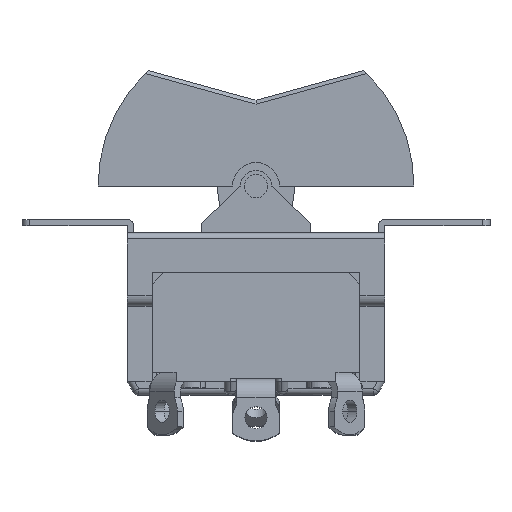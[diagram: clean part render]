
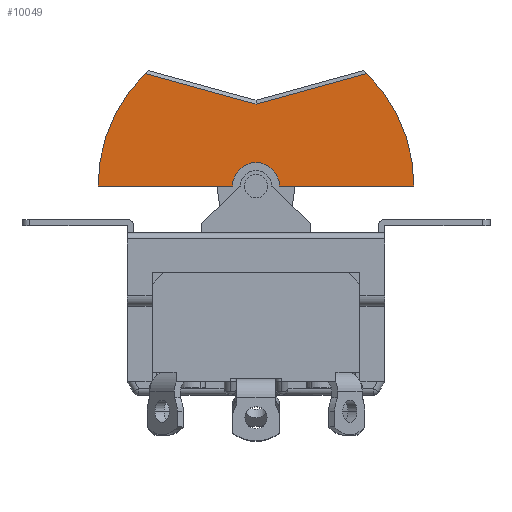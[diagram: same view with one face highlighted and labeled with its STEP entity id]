
A CAD part, top view. The second image highlights one B-rep face of the part: STEP entity #10049.
In plain terms, the highlighted planar face has unit normal (0, 0, 1).
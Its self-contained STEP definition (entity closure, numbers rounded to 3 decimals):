
#138 = EDGE_LOOP ( 'NONE', ( #6854, #3826, #6916, #2870, #7924, #3749, #4258 ) ) ;
#188 = VECTOR ( 'NONE', #8229, 1000. ) ;
#338 = VERTEX_POINT ( 'NONE', #7246 ) ;
#547 = CARTESIAN_POINT ( 'NONE',  ( 1., 10.225, 8.5 ) ) ;
#617 = VECTOR ( 'NONE', #12229, 1000. ) ;
#626 = AXIS2_PLACEMENT_3D ( 'NONE', #8135, #6051, #13761 ) ;
#770 = DIRECTION ( 'NONE',  ( -1., 0., 0. ) ) ;
#2277 = CARTESIAN_POINT ( 'NONE',  ( -3., 0., 8.5 ) ) ;
#2372 = VERTEX_POINT ( 'NONE', #5772 ) ;
#2870 = ORIENTED_EDGE ( 'NONE', *, *, #13992, .F. ) ;
#2921 = CARTESIAN_POINT ( 'NONE',  ( -1., 10.225, 8.5 ) ) ;
#3218 = DIRECTION ( 'NONE',  ( 0., 0., 1. ) ) ;
#3219 = EDGE_CURVE ( 'NONE', #10139, #338, #10944, .T. ) ;
#3486 = CARTESIAN_POINT ( 'NONE',  ( -3., 0., 8.5 ) ) ;
#3749 = ORIENTED_EDGE ( 'NONE', *, *, #11015, .T. ) ;
#3826 = ORIENTED_EDGE ( 'NONE', *, *, #7555, .T. ) ;
#4258 = ORIENTED_EDGE ( 'NONE', *, *, #3219, .T. ) ;
#4545 = CARTESIAN_POINT ( 'NONE',  ( 3., 0., 8.5 ) ) ;
#5228 = AXIS2_PLACEMENT_3D ( 'NONE', #7718, #10980, #6634 ) ;
#5772 = CARTESIAN_POINT ( 'NONE',  ( 0., 10.5, 8.5 ) ) ;
#5791 = CARTESIAN_POINT ( 'NONE',  ( -20.25, 0., 8.5 ) ) ;
#5847 = EDGE_CURVE ( 'NONE', #2372, #338, #7611, .T. ) ;
#5962 = AXIS2_PLACEMENT_3D ( 'NONE', #12933, #13856, #770 ) ;
#6051 = DIRECTION ( 'NONE',  ( 0., 0., 1. ) ) ;
#6203 = VECTOR ( 'NONE', #9804, 1000. ) ;
#6568 = CIRCLE ( 'NONE', #5962, 20.25 ) ;
#6634 = DIRECTION ( 'NONE',  ( 1., 0., 0. ) ) ;
#6647 = VERTEX_POINT ( 'NONE', #14174 ) ;
#6854 = ORIENTED_EDGE ( 'NONE', *, *, #5847, .F. ) ;
#6916 = ORIENTED_EDGE ( 'NONE', *, *, #13146, .F. ) ;
#7246 = CARTESIAN_POINT ( 'NONE',  ( 14.226, 14.411, 8.5 ) ) ;
#7555 = EDGE_CURVE ( 'NONE', #2372, #6647, #12362, .T. ) ;
#7611 = LINE ( 'NONE', #2921, #13590 ) ;
#7629 = CARTESIAN_POINT ( 'NONE',  ( 0., 0., 8.5 ) ) ;
#7699 = FACE_OUTER_BOUND ( 'NONE', #138, .T. ) ;
#7718 = CARTESIAN_POINT ( 'NONE',  ( 0., 0., 8.5 ) ) ;
#7924 = ORIENTED_EDGE ( 'NONE', *, *, #10490, .F. ) ;
#8135 = CARTESIAN_POINT ( 'NONE',  ( 0., 0., 8.5 ) ) ;
#8229 = DIRECTION ( 'NONE',  ( -0.964, 0.265, 0. ) ) ;
#8408 = CARTESIAN_POINT ( 'NONE',  ( 20.25, 0., 8.5 ) ) ;
#8533 = AXIS2_PLACEMENT_3D ( 'NONE', #7629, #3218, #8727 ) ;
#8727 = DIRECTION ( 'NONE',  ( 1., 0., 0. ) ) ;
#8859 = VERTEX_POINT ( 'NONE', #3486 ) ;
#9804 = DIRECTION ( 'NONE',  ( -1., 0., 0. ) ) ;
#9968 = VERTEX_POINT ( 'NONE', #12424 ) ;
#10049 = ADVANCED_FACE ( 'NONE', ( #7699 ), #11579, .T. ) ;
#10139 = VERTEX_POINT ( 'NONE', #8408 ) ;
#10490 = EDGE_CURVE ( 'NONE', #9968, #8859, #14179, .T. ) ;
#10944 = CIRCLE ( 'NONE', #8533, 20.25 ) ;
#10980 = DIRECTION ( 'NONE',  ( 0., 0., 1. ) ) ;
#11015 = EDGE_CURVE ( 'NONE', #9968, #10139, #13981, .T. ) ;
#11579 = PLANE ( 'NONE',  #626 ) ;
#11734 = DIRECTION ( 'NONE',  ( 0.964, 0.265, 0. ) ) ;
#12229 = DIRECTION ( 'NONE',  ( 1., 0., 0. ) ) ;
#12362 = LINE ( 'NONE', #547, #188 ) ;
#12424 = CARTESIAN_POINT ( 'NONE',  ( 3., 0., 8.5 ) ) ;
#12933 = CARTESIAN_POINT ( 'NONE',  ( 0., 0., 8.5 ) ) ;
#13146 = EDGE_CURVE ( 'NONE', #13523, #6647, #6568, .T. ) ;
#13523 = VERTEX_POINT ( 'NONE', #5791 ) ;
#13565 = LINE ( 'NONE', #2277, #6203 ) ;
#13590 = VECTOR ( 'NONE', #11734, 1000. ) ;
#13761 = DIRECTION ( 'NONE',  ( 1., 0., 0. ) ) ;
#13856 = DIRECTION ( 'NONE',  ( 0., 0., -1. ) ) ;
#13981 = LINE ( 'NONE', #4545, #617 ) ;
#13992 = EDGE_CURVE ( 'NONE', #8859, #13523, #13565, .T. ) ;
#14174 = CARTESIAN_POINT ( 'NONE',  ( -14.226, 14.411, 8.5 ) ) ;
#14179 = CIRCLE ( 'NONE', #5228, 3. ) ;
